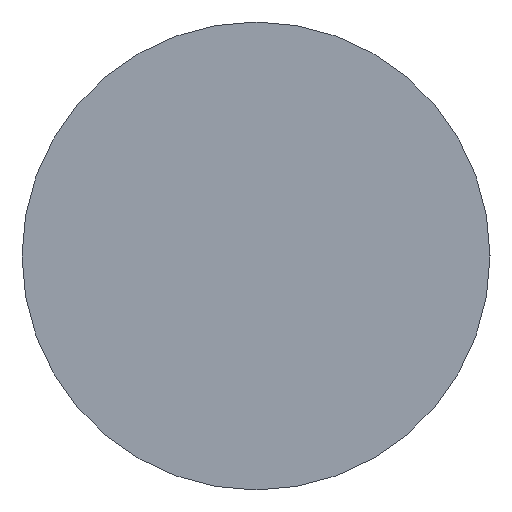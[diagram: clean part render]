
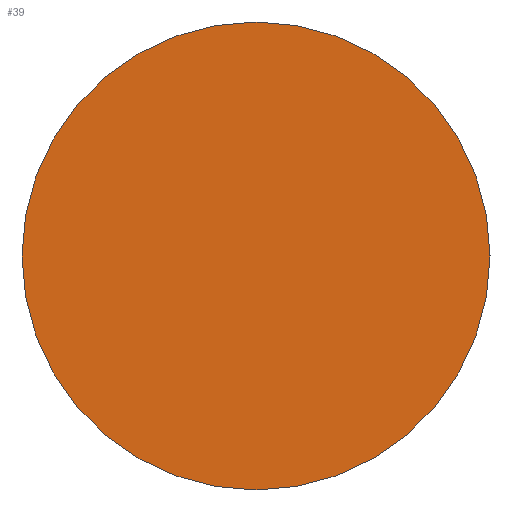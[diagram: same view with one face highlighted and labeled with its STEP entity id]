
A CAD part, left-side view. The second image highlights one B-rep face of the part: STEP entity #39.
In plain terms, the highlighted planar face has unit normal (-1, 0, 0).
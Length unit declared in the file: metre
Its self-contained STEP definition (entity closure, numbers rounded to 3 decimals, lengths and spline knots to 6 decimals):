
#18=FACE_OUTER_BOUND('',#21,.T.);
#21=EDGE_LOOP('',(#31));
#24=CIRCLE('',#57,0.0015);
#26=VERTEX_POINT('',#76);
#28=EDGE_CURVE('',#26,#26,#24,.T.);
#31=ORIENTED_EDGE('',*,*,#28,.F.);
#37=PLANE('',#56);
#39=ADVANCED_FACE('',(#18),#37,.F.);
#56=AXIS2_PLACEMENT_3D('',#75,#63,#64);
#57=AXIS2_PLACEMENT_3D('',#77,#65,#66);
#63=DIRECTION('center_axis',(1.,0.,0.));
#64=DIRECTION('ref_axis',(0.,1.,0.));
#65=DIRECTION('center_axis',(1.,0.,0.));
#66=DIRECTION('ref_axis',(0.,0.,-1.));
#75=CARTESIAN_POINT('Origin',(-0.05818,-0.040556,0.006993));
#76=CARTESIAN_POINT('',(-0.05818,-0.028152,0.005608));
#77=CARTESIAN_POINT('Origin',(-0.05818,-0.028152,0.007108));
